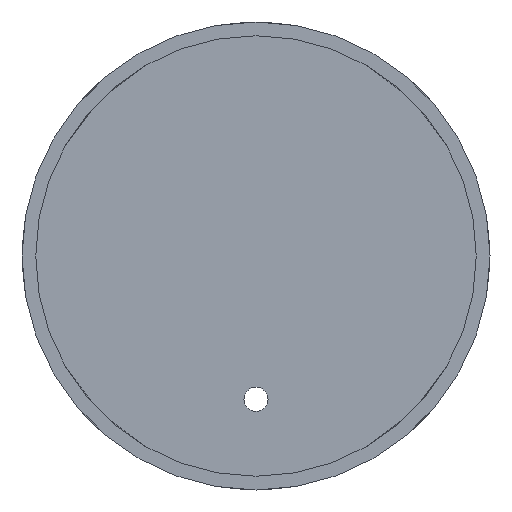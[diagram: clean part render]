
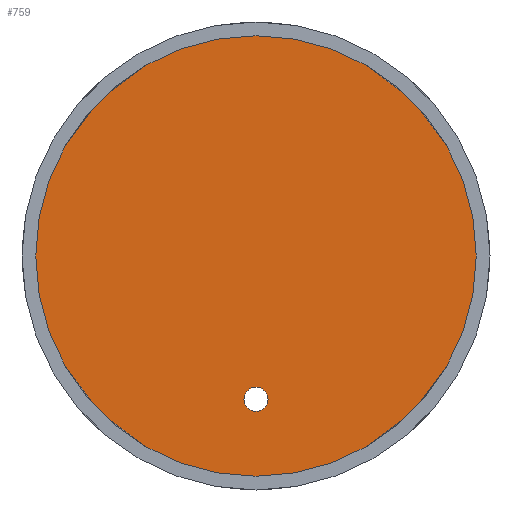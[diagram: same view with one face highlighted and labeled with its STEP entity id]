
A CAD part, front view. The second image highlights one B-rep face of the part: STEP entity #759.
In plain terms, the highlighted planar face has unit normal (0, -1, 0).
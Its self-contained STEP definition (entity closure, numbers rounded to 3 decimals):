
#23 = DIRECTION ( 'NONE',  ( 0., 1., 0. ) ) ;
#56 = EDGE_LOOP ( 'NONE', ( #668, #1264 ) ) ;
#86 = CIRCLE ( 'NONE', #1341, 32. ) ;
#102 = EDGE_CURVE ( 'NONE', #727, #506, #751, .T. ) ;
#136 = DIRECTION ( 'NONE',  ( 0., 0., 1. ) ) ;
#153 = CARTESIAN_POINT ( 'NONE',  ( 0., 14., -32. ) ) ;
#175 = EDGE_CURVE ( 'NONE', #722, #257, #86, .T. ) ;
#232 = FACE_BOUND ( 'NONE', #56, .T. ) ;
#257 = VERTEX_POINT ( 'NONE', #153 ) ;
#260 = ORIENTED_EDGE ( 'NONE', *, *, #349, .F. ) ;
#338 = CARTESIAN_POINT ( 'NONE',  ( 0., 14., -19.066 ) ) ;
#347 = EDGE_LOOP ( 'NONE', ( #260, #598 ) ) ;
#349 = EDGE_CURVE ( 'NONE', #257, #722, #1390, .T. ) ;
#399 = DIRECTION ( 'NONE',  ( 0., 1., 0. ) ) ;
#506 = VERTEX_POINT ( 'NONE', #955 ) ;
#554 = CARTESIAN_POINT ( 'NONE',  ( 0., 14., 0. ) ) ;
#587 = EDGE_CURVE ( 'NONE', #506, #727, #753, .T. ) ;
#598 = ORIENTED_EDGE ( 'NONE', *, *, #175, .F. ) ;
#609 = AXIS2_PLACEMENT_3D ( 'NONE', #1170, #1286, #823 ) ;
#645 = DIRECTION ( 'NONE',  ( 0., 0., 1. ) ) ;
#668 = ORIENTED_EDGE ( 'NONE', *, *, #587, .F. ) ;
#722 = VERTEX_POINT ( 'NONE', #1278 ) ;
#727 = VERTEX_POINT ( 'NONE', #338 ) ;
#751 = CIRCLE ( 'NONE', #1034, 1.749 ) ;
#753 = CIRCLE ( 'NONE', #781, 1.749 ) ;
#756 = DIRECTION ( 'NONE',  ( 0., 0., 1. ) ) ;
#759 = ADVANCED_FACE ( 'NONE', ( #232, #1389 ), #1499, .F. ) ;
#781 = AXIS2_PLACEMENT_3D ( 'NONE', #1307, #1330, #136 ) ;
#802 = DIRECTION ( 'NONE',  ( 0., -1., 0. ) ) ;
#823 = DIRECTION ( 'NONE',  ( 0., 0., 1. ) ) ;
#905 = DIRECTION ( 'NONE',  ( 0., 0., 1. ) ) ;
#921 = CARTESIAN_POINT ( 'NONE',  ( 0., 14., -20.815 ) ) ;
#955 = CARTESIAN_POINT ( 'NONE',  ( 0., 14., -22.564 ) ) ;
#1034 = AXIS2_PLACEMENT_3D ( 'NONE', #921, #802, #905 ) ;
#1170 = CARTESIAN_POINT ( 'NONE',  ( 0., 14., 0. ) ) ;
#1179 = AXIS2_PLACEMENT_3D ( 'NONE', #554, #399, #645 ) ;
#1264 = ORIENTED_EDGE ( 'NONE', *, *, #102, .F. ) ;
#1278 = CARTESIAN_POINT ( 'NONE',  ( 0., 14., 32. ) ) ;
#1286 = DIRECTION ( 'NONE',  ( 0., 1., 0. ) ) ;
#1307 = CARTESIAN_POINT ( 'NONE',  ( 0., 14., -20.815 ) ) ;
#1330 = DIRECTION ( 'NONE',  ( 0., -1., 0. ) ) ;
#1341 = AXIS2_PLACEMENT_3D ( 'NONE', #1514, #23, #756 ) ;
#1389 = FACE_OUTER_BOUND ( 'NONE', #347, .T. ) ;
#1390 = CIRCLE ( 'NONE', #1179, 32. ) ;
#1499 = PLANE ( 'NONE',  #609 ) ;
#1514 = CARTESIAN_POINT ( 'NONE',  ( 0., 14., 0. ) ) ;
